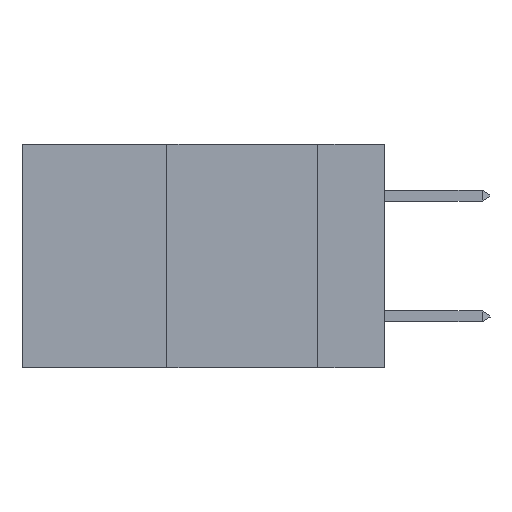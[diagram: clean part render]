
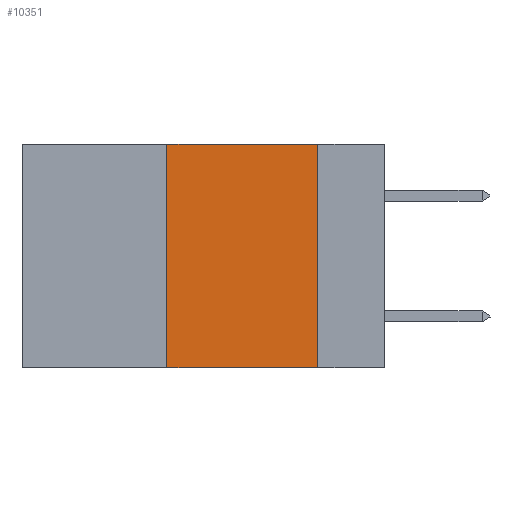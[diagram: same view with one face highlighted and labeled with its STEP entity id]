
A CAD part, left-side view. The second image highlights one B-rep face of the part: STEP entity #10351.
In plain terms, the highlighted planar face has unit normal (-1, 0, 0).
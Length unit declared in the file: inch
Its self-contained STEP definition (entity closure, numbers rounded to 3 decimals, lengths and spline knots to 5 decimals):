
#339 = ORIENTED_EDGE ( 'NONE', *, *, #7094, .F. ) ;
#486 = VECTOR ( 'NONE', #14450, 39.37008 ) ;
#1140 = CARTESIAN_POINT ( 'NONE',  ( 0., 0.36, -0.37 ) ) ;
#1201 = EDGE_LOOP ( 'NONE', ( #339, #8693, #17678, #19833 ) ) ;
#1440 = CARTESIAN_POINT ( 'NONE',  ( 0., 0.6, 0. ) ) ;
#2357 = CARTESIAN_POINT ( 'NONE',  ( 0., 0.36, 0. ) ) ;
#4178 = DIRECTION ( 'NONE',  ( 0., 0., 1. ) ) ;
#4285 = EDGE_CURVE ( 'NONE', #15580, #11877, #14729, .T. ) ;
#4661 = DIRECTION ( 'NONE',  ( 0., 0., -1. ) ) ;
#5050 = LINE ( 'NONE', #12608, #486 ) ;
#6022 = CARTESIAN_POINT ( 'NONE',  ( 0., 0.11, -0.37 ) ) ;
#7094 = EDGE_CURVE ( 'NONE', #7816, #13985, #5050, .T. ) ;
#7816 = VERTEX_POINT ( 'NONE', #18273 ) ;
#7825 = DIRECTION ( 'NONE',  ( 1., 0., 0. ) ) ;
#8693 = ORIENTED_EDGE ( 'NONE', *, *, #20347, .F. ) ;
#8851 = VECTOR ( 'NONE', #4178, 39.37008 ) ;
#9280 = CARTESIAN_POINT ( 'NONE',  ( 0., 0.6, 0. ) ) ;
#10351 = ADVANCED_FACE ( 'NONE', ( #18240 ), #20360, .F. ) ;
#10631 = LINE ( 'NONE', #1440, #19938 ) ;
#11877 = VERTEX_POINT ( 'NONE', #17406 ) ;
#12608 = CARTESIAN_POINT ( 'NONE',  ( 0., 0.11, 0. ) ) ;
#13405 = VECTOR ( 'NONE', #13768, 39.37008 ) ;
#13768 = DIRECTION ( 'NONE',  ( 0., -1., 0. ) ) ;
#13985 = VERTEX_POINT ( 'NONE', #6022 ) ;
#14275 = EDGE_CURVE ( 'NONE', #15580, #13985, #19338, .T. ) ;
#14450 = DIRECTION ( 'NONE',  ( 0., 0., -1. ) ) ;
#14729 = LINE ( 'NONE', #2357, #8851 ) ;
#15121 = AXIS2_PLACEMENT_3D ( 'NONE', #9280, #7825, #4661 ) ;
#15580 = VERTEX_POINT ( 'NONE', #1140 ) ;
#17406 = CARTESIAN_POINT ( 'NONE',  ( 0., 0.36, 0. ) ) ;
#17678 = ORIENTED_EDGE ( 'NONE', *, *, #4285, .F. ) ;
#17810 = DIRECTION ( 'NONE',  ( 0., -1., 0. ) ) ;
#18240 = FACE_OUTER_BOUND ( 'NONE', #1201, .T. ) ;
#18273 = CARTESIAN_POINT ( 'NONE',  ( 0., 0.11, 0. ) ) ;
#19338 = LINE ( 'NONE', #21003, #13405 ) ;
#19833 = ORIENTED_EDGE ( 'NONE', *, *, #14275, .T. ) ;
#19938 = VECTOR ( 'NONE', #17810, 39.37008 ) ;
#20347 = EDGE_CURVE ( 'NONE', #11877, #7816, #10631, .T. ) ;
#20360 = PLANE ( 'NONE',  #15121 ) ;
#21003 = CARTESIAN_POINT ( 'NONE',  ( 0., 0.6, -0.37 ) ) ;
